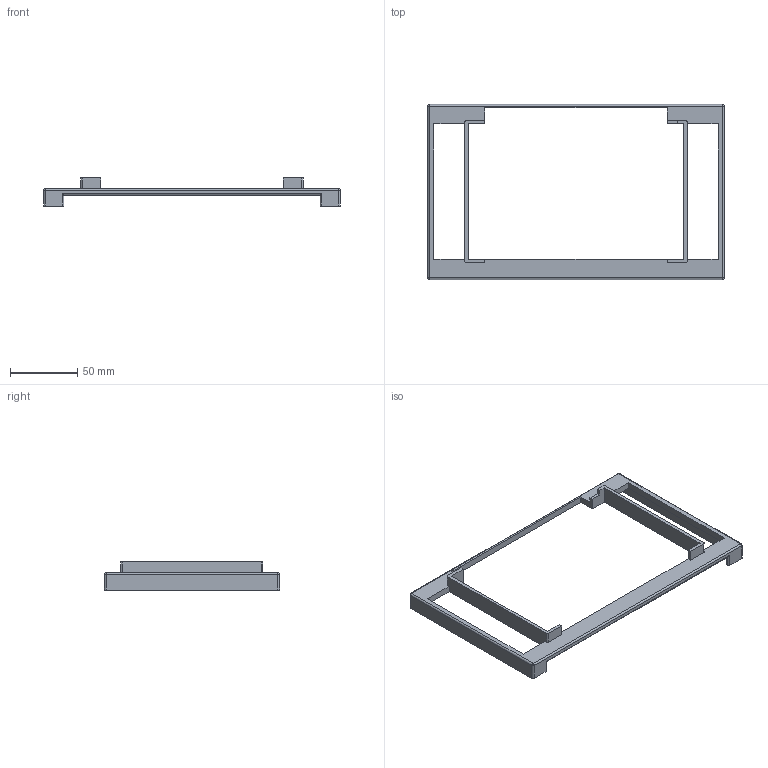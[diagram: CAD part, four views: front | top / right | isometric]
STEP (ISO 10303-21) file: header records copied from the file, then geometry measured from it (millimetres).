
FILE_DESCRIPTION(/* description */ ('STEP AP242','CAx-IF Rec.Pracs.---Representation and Presentation of Product Manufacturing Information (PMI)---4.0---2014-10-13','CAx-IF Rec.Pracs.---3D Tessellated Geometry---0.4---2014-09-14','2;1'),/* implementation_level */ '2;1');
FILE_NAME(/* name */ '665367e97186a304f5902b6e',/* time_stamp */ '2024-05-26T16:48:42Z',/* author */ (''),/* organization */ (''),/* preprocessor_version */ 'ST-DEVELOPER v20',/* originating_system */ ' ',/* authorisation */ ' ');
FILE_SCHEMA (('AP242_MANAGED_MODEL_BASED_3D_ENGINEERING_MIM_LF { 1 0 10303 442 1 1 4 }'));
Length unit declared in the file: metre
Products named in the file (1): Base
Bounding box: 221 x 130.5 x 21 mm (x, y, z)
Volume: 42554.8 mm3; surface area: 30061.7 mm2
Topology: 1 solids, 1 shells, 65 faces, 185 edges, 116 vertices
Faces by surface type: plane 44, cylinder 17, sphere 4
Entity records: 2089 total; most frequent: CARTESIAN_POINT 363, ORIENTED_EDGE 362, DIRECTION 345, EDGE_CURVE 181, LINE 149, VECTOR 149, VERTEX_POINT 116, AXIS2_PLACEMENT_3D 98
